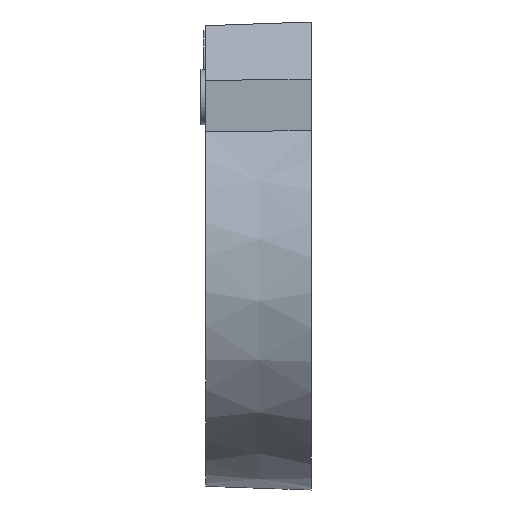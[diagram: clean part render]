
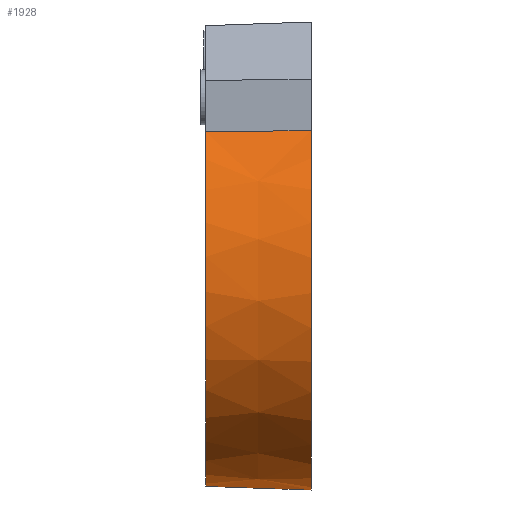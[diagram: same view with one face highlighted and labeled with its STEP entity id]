
A CAD part, left-side view. The second image highlights one B-rep face of the part: STEP entity #1928.
In plain terms, the highlighted conical face has half-angle 2 degrees and reference radius 27.51 mm.
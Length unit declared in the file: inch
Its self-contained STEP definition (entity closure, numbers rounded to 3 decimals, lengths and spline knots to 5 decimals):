
#23 = FACE_OUTER_BOUND ( 'NONE', #50, .T. ) ;
#47 = EDGE_CURVE ( 'NONE', #1264, #774, #929, .T. ) ;
#50 = EDGE_LOOP ( 'NONE', ( #1854, #1749, #776, #1173 ) ) ;
#108 = CARTESIAN_POINT ( 'NONE',  ( 0., 0.48, 0. ) ) ;
#117 = CIRCLE ( 'NONE', #709, 1.08307 ) ;
#120 = DIRECTION ( 'NONE',  ( 0., 0., -1. ) ) ;
#126 = CARTESIAN_POINT ( 'NONE',  ( -0.808, -0.062, 0.74936 ) ) ;
#192 = EDGE_CURVE ( 'NONE', #791, #630, #1387, .T. ) ;
#359 = CARTESIAN_POINT ( 'NONE',  ( -0.808, -0.062, 0.74936 ) ) ;
#441 = CARTESIAN_POINT ( 'NONE',  ( 0., 0.48, -1.08307 ) ) ;
#573 = CARTESIAN_POINT ( 'NONE',  ( 0., 0.48, -1.08307 ) ) ;
#630 = VERTEX_POINT ( 'NONE', #126 ) ;
#674 = CARTESIAN_POINT ( 'NONE',  ( 0., 0.48, 0. ) ) ;
#709 = AXIS2_PLACEMENT_3D ( 'NONE', #674, #1685, #850 ) ;
#727 = CARTESIAN_POINT ( 'NONE',  ( -0.78907, 0.48, 0.7419 ) ) ;
#742 = AXIS2_PLACEMENT_3D ( 'NONE', #108, #1896, #1123 ) ;
#774 = VERTEX_POINT ( 'NONE', #1630 ) ;
#775 = CARTESIAN_POINT ( 'NONE',  ( -0.78907, 0.48, 0.7419 ) ) ;
#776 = ORIENTED_EDGE ( 'NONE', *, *, #871, .F. ) ;
#791 = VERTEX_POINT ( 'NONE', #775 ) ;
#850 = DIRECTION ( 'NONE',  ( 0., 0., -1. ) ) ;
#871 = EDGE_CURVE ( 'NONE', #630, #774, #1170, .T. ) ;
#883 = CARTESIAN_POINT ( 'NONE',  ( -0.79535, 0.30024, 0.74438 ) ) ;
#929 = LINE ( 'NONE', #441, #1329 ) ;
#958 = CONICAL_SURFACE ( 'NONE', #742, 1.08307, 0.035 ) ;
#1033 = EDGE_CURVE ( 'NONE', #791, #1264, #117, .T. ) ;
#1123 = DIRECTION ( 'NONE',  ( 0., 0., -1. ) ) ;
#1126 = DIRECTION ( 'NONE',  ( 0., -1., 0. ) ) ;
#1170 = CIRCLE ( 'NONE', #1371, 1.102 ) ;
#1173 = ORIENTED_EDGE ( 'NONE', *, *, #192, .F. ) ;
#1264 = VERTEX_POINT ( 'NONE', #573 ) ;
#1329 = VECTOR ( 'NONE', #1872, 39.37008 ) ;
#1371 = AXIS2_PLACEMENT_3D ( 'NONE', #1898, #1126, #120 ) ;
#1387 = B_SPLINE_CURVE_WITH_KNOTS ( 'NONE', 3,
 ( #727, #883, #1453, #359 ),
 .UNSPECIFIED., .F., .F.,
 ( 4, 4 ),
 ( 0., 1. ),
 .UNSPECIFIED. ) ;
#1453 = CARTESIAN_POINT ( 'NONE',  ( -0.80166, 0.11957, 0.74687 ) ) ;
#1630 = CARTESIAN_POINT ( 'NONE',  ( 0., -0.062, -1.102 ) ) ;
#1685 = DIRECTION ( 'NONE',  ( 0., -1., 0. ) ) ;
#1749 = ORIENTED_EDGE ( 'NONE', *, *, #47, .T. ) ;
#1854 = ORIENTED_EDGE ( 'NONE', *, *, #1033, .T. ) ;
#1872 = DIRECTION ( 'NONE',  ( 0., -0.999, -0.035 ) ) ;
#1896 = DIRECTION ( 'NONE',  ( 0., -1., 0. ) ) ;
#1898 = CARTESIAN_POINT ( 'NONE',  ( 0., -0.062, 0. ) ) ;
#1928 = ADVANCED_FACE ( 'NONE', ( #23 ), #958, .T. ) ;
